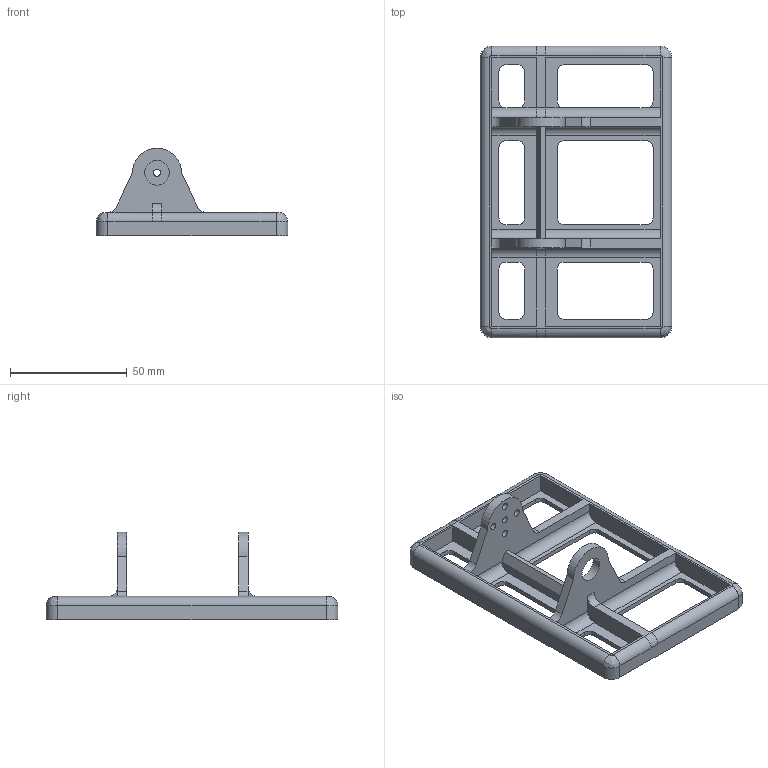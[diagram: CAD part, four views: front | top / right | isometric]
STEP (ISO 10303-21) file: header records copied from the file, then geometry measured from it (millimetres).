
FILE_DESCRIPTION(/* description */ (''),/* implementation_level */ '2;1');
FILE_NAME(/* name */ '1L_foot_bearing-BodySketch v3.step',/* time_stamp */ '2025-07-10T23:24:50+09:00',/* author */ (''),/* organization */ (''),/* preprocessor_version */ 'ST-DEVELOPER v20.1',/* originating_system */ 'Autodesk Translation Framework v14.10.0.0',/* authorisation */ '');
FILE_SCHEMA (('AUTOMOTIVE_DESIGN { 1 0 10303 214 3 1 1 }'));
Length unit declared in the file: millimetre
Products named in the file (1): 1L_foot_bearing-BodySketch
Bounding box: 82 x 125 x 37.5 mm (x, y, z)
Surface area: 25985.8 mm2 (no closed solid volume)
Topology: 0 solids, 1 shells, 132 faces, 382 edges, 247 vertices
Faces by surface type: plane 70, cylinder 58, bspline 4
Full cylindrical faces by diameter (mm): 3 x5, 10.6 x1
Entity records: 4585 total; most frequent: CARTESIAN_POINT 947, DIRECTION 768, ORIENTED_EDGE 746, EDGE_CURVE 382, AXIS2_PLACEMENT_3D 260, LINE 248, VECTOR 248, VERTEX_POINT 247
